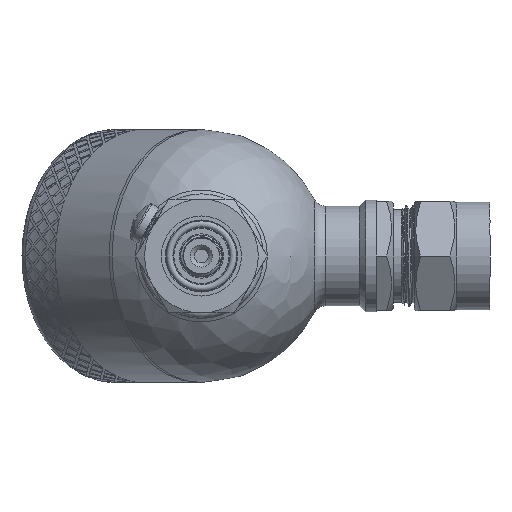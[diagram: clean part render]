
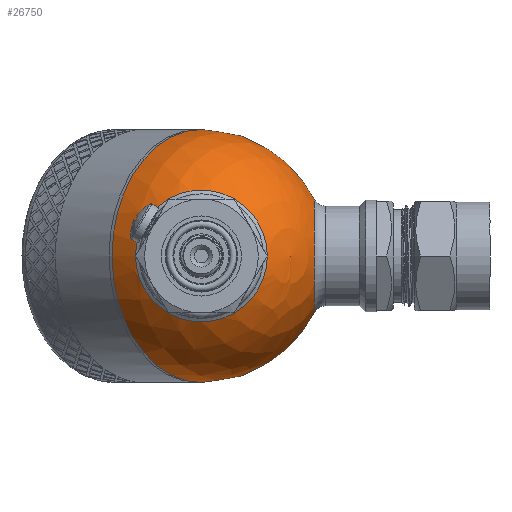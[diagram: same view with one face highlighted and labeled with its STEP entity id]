
A CAD part, left-side view. The second image highlights one B-rep face of the part: STEP entity #26750.
In plain terms, the highlighted spherical face has radius 30 mm.
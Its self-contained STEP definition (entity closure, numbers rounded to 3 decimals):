
#43=SPHERICAL_SURFACE('',#27894,30.);
#337=FACE_BOUND('',#5028,.T.);
#338=FACE_BOUND('',#5029,.T.);
#3172=FACE_OUTER_BOUND('',#5027,.T.);
#5027=EDGE_LOOP('',(#24280,#24281,#24282,#24283));
#5028=EDGE_LOOP('',(#24284));
#5029=EDGE_LOOP('',(#24285));
#5537=CIRCLE('',#27891,15.643);
#5540=CIRCLE('',#27895,30.);
#5541=CIRCLE('',#27896,30.);
#5542=CIRCLE('',#27897,30.);
#5543=CIRCLE('',#27898,13.5);
#12488=VERTEX_POINT('',#63071);
#12490=VERTEX_POINT('',#63077);
#12491=VERTEX_POINT('',#63078);
#12492=VERTEX_POINT('',#63080);
#12493=VERTEX_POINT('',#63083);
#16453=EDGE_CURVE('',#12488,#12488,#5537,.T.);
#16456=EDGE_CURVE('',#12490,#12491,#5540,.T.);
#16457=EDGE_CURVE('',#12490,#12492,#5541,.T.);
#16458=EDGE_CURVE('',#12491,#12490,#5542,.T.);
#16459=EDGE_CURVE('',#12493,#12493,#5543,.T.);
#24280=ORIENTED_EDGE('',*,*,#16456,.F.);
#24281=ORIENTED_EDGE('',*,*,#16457,.T.);
#24282=ORIENTED_EDGE('',*,*,#16457,.F.);
#24283=ORIENTED_EDGE('',*,*,#16458,.F.);
#24284=ORIENTED_EDGE('',*,*,#16453,.F.);
#24285=ORIENTED_EDGE('',*,*,#16459,.F.);
#26750=ADVANCED_FACE('',(#3172,#337,#338),#43,.T.);
#27891=AXIS2_PLACEMENT_3D('',#63072,#30716,#30717);
#27894=AXIS2_PLACEMENT_3D('',#63076,#30722,#30723);
#27895=AXIS2_PLACEMENT_3D('',#63079,#30724,#30725);
#27896=AXIS2_PLACEMENT_3D('',#63081,#30726,#30727);
#27897=AXIS2_PLACEMENT_3D('',#63082,#30728,#30729);
#27898=AXIS2_PLACEMENT_3D('',#63084,#30730,#30731);
#30716=DIRECTION('center_axis',(-0.707,0.,0.707));
#30717=DIRECTION('ref_axis',(0.707,0.,0.707));
#30722=DIRECTION('center_axis',(1.,0.,0.));
#30723=DIRECTION('ref_axis',(0.,-1.,0.));
#30724=DIRECTION('center_axis',(1.,0.,0.));
#30725=DIRECTION('ref_axis',(0.,1.,0.));
#30726=DIRECTION('center_axis',(0.,0.,1.));
#30727=DIRECTION('ref_axis',(0.,1.,0.));
#30728=DIRECTION('center_axis',(1.,0.,0.));
#30729=DIRECTION('ref_axis',(0.,1.,0.));
#30730=DIRECTION('center_axis',(-0.707,0.,-0.707));
#30731=DIRECTION('ref_axis',(-0.707,0.,0.707));
#63071=CARTESIAN_POINT('',(-29.162,0.,7.04));
#63072=CARTESIAN_POINT('Origin',(-18.101,0.,18.101));
#63076=CARTESIAN_POINT('Origin',(0.,0.,0.));
#63077=CARTESIAN_POINT('',(0.,30.,0.));
#63078=CARTESIAN_POINT('',(0.,-30.,0.));
#63079=CARTESIAN_POINT('Origin',(0.,0.,0.));
#63080=CARTESIAN_POINT('',(-30.,0.,0.));
#63081=CARTESIAN_POINT('Origin',(0.,0.,0.));
#63082=CARTESIAN_POINT('Origin',(0.,0.,0.));
#63083=CARTESIAN_POINT('',(-9.398,0.,-28.49));
#63084=CARTESIAN_POINT('Origin',(-18.944,0.,-18.944));
